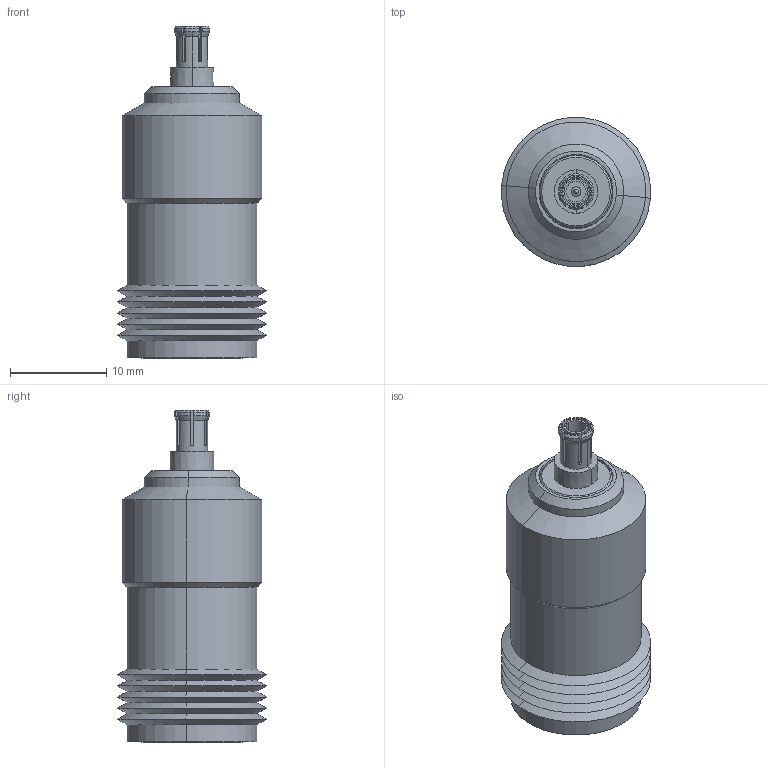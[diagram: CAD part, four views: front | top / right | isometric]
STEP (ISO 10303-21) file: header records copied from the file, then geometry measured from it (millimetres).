
FILE_DESCRIPTION (( 'STEP AP203' ), '1' );
FILE_NAME ('FMAD1302_3D.STEP', '2022-03-18T22:57:38', ( '' ), ( '' ), 'SwSTEP 2.0', 'SolidWorks 2021', '' );
FILE_SCHEMA (( 'CONFIG_CONTROL_DESIGN' ));
Length unit declared in the file: inch
Products named in the file (5): Copy of Contact^FMAD1302; Copy of MCX Plug Body for adapter^FMAD1302; FMAD1302_3D; Copy of Contact N Female^FMAD1302; Copy of N Female Body for adapter^FMAD1302
Assembly tree (4 placements, depth 2):
  FMAD1302_3D
    Copy of MCX Plug Body for adapter^FMAD1302
    Copy of N Female Body for adapter^FMAD1302
    Copy of Contact N Female^FMAD1302
    Copy of Contact^FMAD1302
Bounding box: 15.45 x 15.45 x 34.45 mm (x, y, z)
Volume: 3567.1 mm3; surface area: 2643.5 mm2
Topology: 4 solids, 4 shells, 205 faces, 493 edges, 298 vertices
Faces by surface type: cone 92, cylinder 57, plane 56
Entity records: 6664 total; most frequent: CARTESIAN_POINT 1389, DIRECTION 1045, ORIENTED_EDGE 970, EDGE_CURVE 485, AXIS2_PLACEMENT_3D 430, VERTEX_POINT 298, EDGE_LOOP 223, CIRCLE 218
